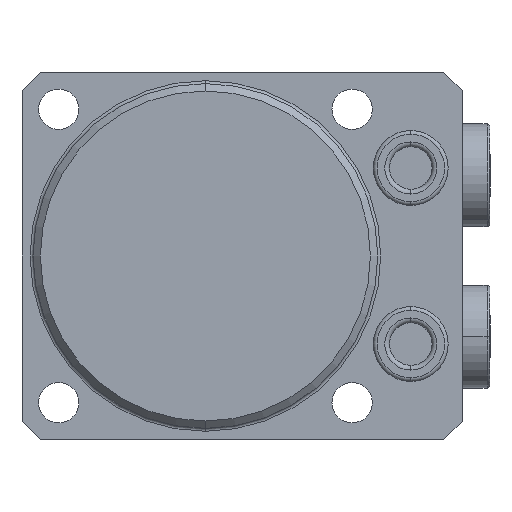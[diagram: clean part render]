
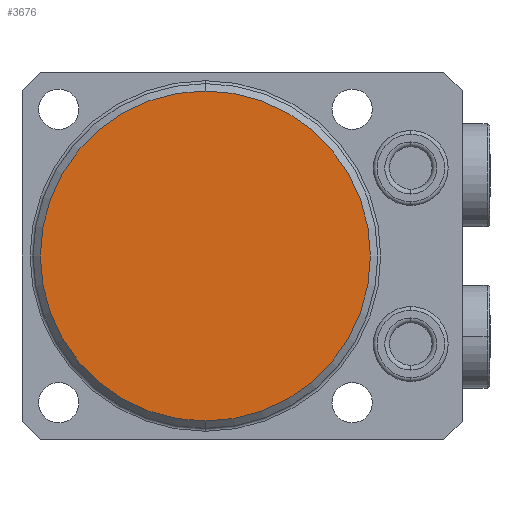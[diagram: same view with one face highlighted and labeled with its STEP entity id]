
A CAD part, front view. The second image highlights one B-rep face of the part: STEP entity #3676.
In plain terms, the highlighted planar face has unit normal (0, -1, 0).
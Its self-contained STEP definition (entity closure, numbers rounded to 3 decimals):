
#612 = AXIS2_PLACEMENT_3D ( 'NONE', #897, #877, #886 ) ;
#662 = AXIS2_PLACEMENT_3D ( 'NONE', #4102, #4101, #4099 ) ;
#877 = DIRECTION ( 'NONE',  ( 0., -1., 0. ) ) ;
#886 = DIRECTION ( 'NONE',  ( 0., 0., 1. ) ) ;
#897 = CARTESIAN_POINT ( 'NONE',  ( 0., -39.5, 0. ) ) ;
#1116 = CARTESIAN_POINT ( 'NONE',  ( 0., -39.5, 22.5 ) ) ;
#1119 = CARTESIAN_POINT ( 'NONE',  ( 0., -39.5, -22.5 ) ) ;
#2740 = ORIENTED_EDGE ( 'NONE', *, *, #6695, .T. ) ;
#2741 = ORIENTED_EDGE ( 'NONE', *, *, #6376, .T. ) ;
#3319 = VERTEX_POINT ( 'NONE', #1119 ) ;
#3322 = VERTEX_POINT ( 'NONE', #1116 ) ;
#3676 = ADVANCED_FACE ( 'NONE', ( #4598 ), #7062, .F. ) ;
#4099 = DIRECTION ( 'NONE',  ( 0., 0., 1. ) ) ;
#4101 = DIRECTION ( 'NONE',  ( 0., -1., 0. ) ) ;
#4102 = CARTESIAN_POINT ( 'NONE',  ( 0., -39.5, 0. ) ) ;
#4598 = FACE_OUTER_BOUND ( 'NONE', #5227, .T. ) ;
#5227 = EDGE_LOOP ( 'NONE', ( #2740, #2741 ) ) ;
#5430 = AXIS2_PLACEMENT_3D ( 'NONE', #7067, #7058, #7057 ) ;
#6135 = CIRCLE ( 'NONE', #612, 22.5 ) ;
#6376 = EDGE_CURVE ( 'NONE', #3319, #3322, #6404, .T. ) ;
#6404 = CIRCLE ( 'NONE', #662, 22.5 ) ;
#6695 = EDGE_CURVE ( 'NONE', #3322, #3319, #6135, .T. ) ;
#7057 = DIRECTION ( 'NONE',  ( 0., 0., 1. ) ) ;
#7058 = DIRECTION ( 'NONE',  ( 0., 1., 0. ) ) ;
#7062 = PLANE ( 'NONE',  #5430 ) ;
#7067 = CARTESIAN_POINT ( 'NONE',  ( 0., -39.5, 0. ) ) ;
